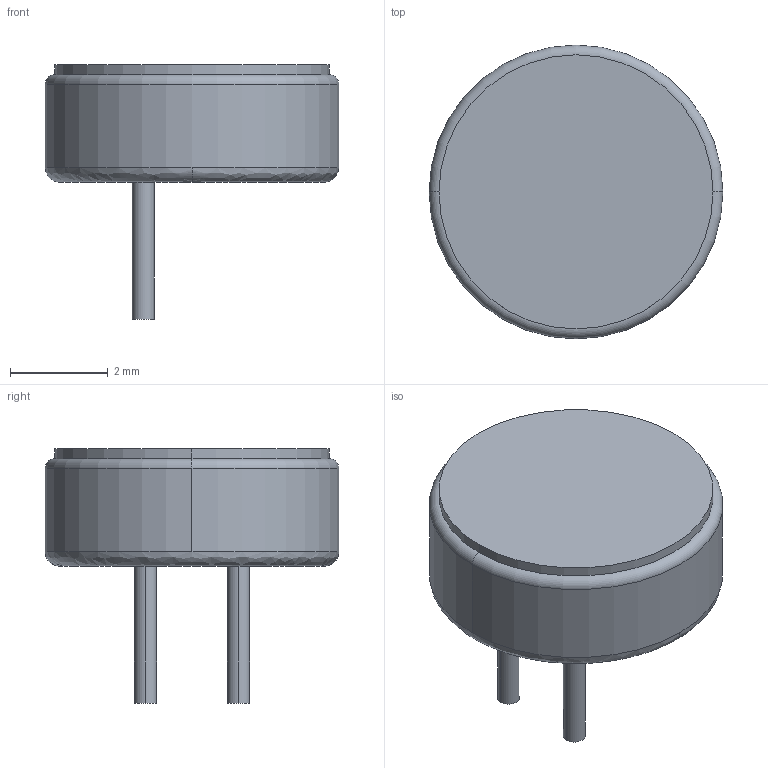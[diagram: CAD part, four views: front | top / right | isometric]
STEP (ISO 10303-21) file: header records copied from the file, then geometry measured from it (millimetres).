
FILE_DESCRIPTION (( 'STEP AP214' ), '1' );
FILE_NAME ('CUI_DEVICES_CMC-6015-47P.step', '2019-10-20T21:48:08', ( '' ), ( '' ), 'SwSTEP 2.0', 'SolidWorks 2019', '' );
FILE_SCHEMA (( 'AUTOMOTIVE_DESIGN' ));
Length unit declared in the file: inch
Products named in the file (1): CUI_DEVICES_CMC-6015-47P
Bounding box: 6 x 6 x 5.2 mm (x, y, z)
Volume: 61.9 mm3; surface area: 110.6 mm2
Topology: 1 solids, 1 shells, 35 faces, 74 edges, 48 vertices
Faces by surface type: cylinder 16, plane 15, bspline 2, torus 2
Entity records: 1465 total; most frequent: CARTESIAN_POINT 266, DIRECTION 178, ORIENTED_EDGE 148, EDGE_CURVE 74, AXIS2_PLACEMENT_3D 72, VERTEX_POINT 48, EDGE_LOOP 42, CIRCLE 38
